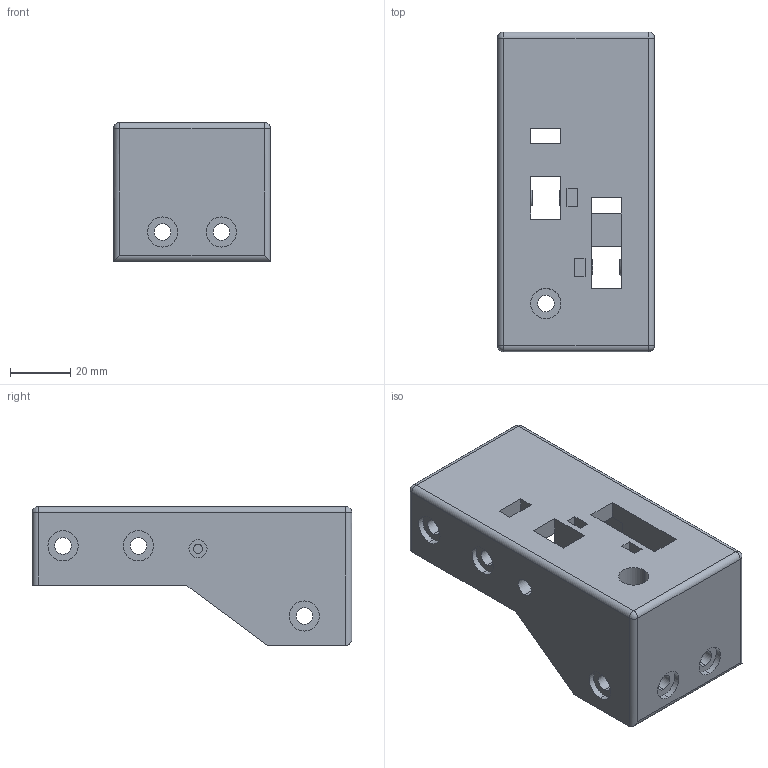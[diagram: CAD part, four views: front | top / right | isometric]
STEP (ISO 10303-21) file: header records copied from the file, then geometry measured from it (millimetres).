
FILE_DESCRIPTION (( 'STEP AP214' ), '1' );
FILE_NAME ('1-Rear_Idler_Left_V4.STEP', '2019-04-10T17:11:45', ( '' ), ( '' ), 'SwSTEP 2.0', 'SolidWorks 2018', '' );
FILE_SCHEMA (( 'AUTOMOTIVE_DESIGN' ));
Length unit declared in the file: millimetre
Products named in the file (1): 1-Rear_Idler_Left_V4
Bounding box: 52 x 106 x 46 mm (x, y, z)
Volume: 102475.1 mm3; surface area: 30967.4 mm2
Topology: 1 solids, 1 shells, 157 faces, 408 edges, 264 vertices
Faces by surface type: plane 82, cylinder 63, cone 8, sphere 4
Entity records: 4894 total; most frequent: DIRECTION 856, CARTESIAN_POINT 832, ORIENTED_EDGE 808, EDGE_CURVE 404, AXIS2_PLACEMENT_3D 296, VERTEX_POINT 264, LINE 264, VECTOR 264
